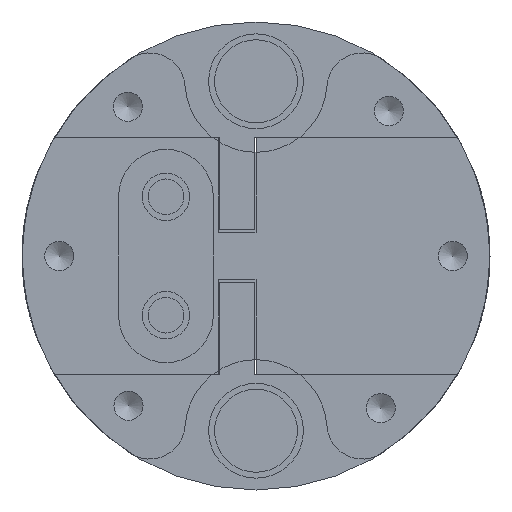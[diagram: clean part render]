
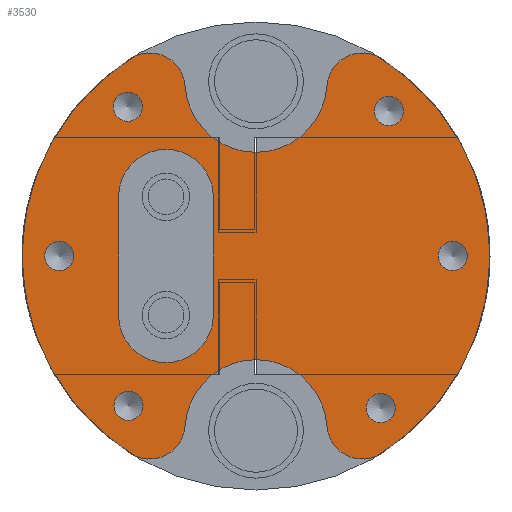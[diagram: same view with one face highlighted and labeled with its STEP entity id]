
A CAD part, front view. The second image highlights one B-rep face of the part: STEP entity #3530.
In plain terms, the highlighted planar face has unit normal (0, -1, 0).
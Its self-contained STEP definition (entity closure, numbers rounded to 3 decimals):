
#155=FACE_BOUND('',#782,.T.);
#156=FACE_BOUND('',#783,.T.);
#157=FACE_BOUND('',#784,.T.);
#158=FACE_BOUND('',#785,.T.);
#159=FACE_BOUND('',#786,.T.);
#160=FACE_BOUND('',#787,.T.);
#161=FACE_BOUND('',#788,.T.);
#255=PLANE('',#4171);
#532=FACE_OUTER_BOUND('',#781,.T.);
#781=EDGE_LOOP('',(#3043,#3044,#3045,#3046,#3047,#3048,#3049,#3050));
#782=EDGE_LOOP('',(#3051));
#783=EDGE_LOOP('',(#3052));
#784=EDGE_LOOP('',(#3053));
#785=EDGE_LOOP('',(#3054));
#786=EDGE_LOOP('',(#3055));
#787=EDGE_LOOP('',(#3056));
#788=EDGE_LOOP('',(#3057,#3058,#3059,#3060));
#1086=LINE('',#6346,#1374);
#1089=LINE('',#6354,#1377);
#1374=VECTOR('',#5049,10.);
#1377=VECTOR('',#5058,10.);
#1493=CIRCLE('',#4121,1.23);
#1495=CIRCLE('',#4124,1.23);
#1497=CIRCLE('',#4127,1.23);
#1499=CIRCLE('',#4130,1.23);
#1501=CIRCLE('',#4133,1.23);
#1503=CIRCLE('',#4136,1.23);
#1505=CIRCLE('',#4139,3.);
#1508=CIRCLE('',#4143,19.75);
#1517=CIRCLE('',#4154,3.);
#1518=CIRCLE('',#4156,19.75);
#1519=CIRCLE('',#4158,3.);
#1520=CIRCLE('',#4160,3.);
#1521=CIRCLE('',#4163,4.);
#1522=CIRCLE('',#4166,4.);
#1523=CIRCLE('',#4168,6.);
#1524=CIRCLE('',#4170,6.);
#1777=VERTEX_POINT('',#6254);
#1779=VERTEX_POINT('',#6260);
#1781=VERTEX_POINT('',#6266);
#1783=VERTEX_POINT('',#6272);
#1785=VERTEX_POINT('',#6278);
#1787=VERTEX_POINT('',#6284);
#1789=VERTEX_POINT('',#6290);
#1790=VERTEX_POINT('',#6291);
#1794=VERTEX_POINT('',#6301);
#1804=VERTEX_POINT('',#6325);
#1805=VERTEX_POINT('',#6326);
#1806=VERTEX_POINT('',#6331);
#1807=VERTEX_POINT('',#6335);
#1808=VERTEX_POINT('',#6339);
#1809=VERTEX_POINT('',#6343);
#1810=VERTEX_POINT('',#6345);
#1811=VERTEX_POINT('',#6349);
#1812=VERTEX_POINT('',#6353);
#2181=EDGE_CURVE('',#1777,#1777,#1493,.T.);
#2184=EDGE_CURVE('',#1779,#1779,#1495,.T.);
#2187=EDGE_CURVE('',#1781,#1781,#1497,.T.);
#2190=EDGE_CURVE('',#1783,#1783,#1499,.T.);
#2193=EDGE_CURVE('',#1785,#1785,#1501,.T.);
#2196=EDGE_CURVE('',#1787,#1787,#1503,.T.);
#2199=EDGE_CURVE('',#1789,#1790,#1505,.T.);
#2205=EDGE_CURVE('',#1789,#1794,#1508,.T.);
#2216=EDGE_CURVE('',#1804,#1805,#1517,.T.);
#2219=EDGE_CURVE('',#1806,#1805,#1518,.T.);
#2221=EDGE_CURVE('',#1806,#1807,#1519,.T.);
#2223=EDGE_CURVE('',#1808,#1794,#1520,.T.);
#2226=EDGE_CURVE('',#1810,#1809,#1086,.T.);
#2228=EDGE_CURVE('',#1811,#1810,#1521,.T.);
#2230=EDGE_CURVE('',#1812,#1811,#1089,.T.);
#2232=EDGE_CURVE('',#1809,#1812,#1522,.T.);
#2233=EDGE_CURVE('',#1804,#1790,#1523,.T.);
#2234=EDGE_CURVE('',#1808,#1807,#1524,.T.);
#3043=ORIENTED_EDGE('',*,*,#2199,.F.);
#3044=ORIENTED_EDGE('',*,*,#2205,.T.);
#3045=ORIENTED_EDGE('',*,*,#2223,.F.);
#3046=ORIENTED_EDGE('',*,*,#2234,.T.);
#3047=ORIENTED_EDGE('',*,*,#2221,.F.);
#3048=ORIENTED_EDGE('',*,*,#2219,.T.);
#3049=ORIENTED_EDGE('',*,*,#2216,.F.);
#3050=ORIENTED_EDGE('',*,*,#2233,.T.);
#3051=ORIENTED_EDGE('',*,*,#2181,.T.);
#3052=ORIENTED_EDGE('',*,*,#2184,.T.);
#3053=ORIENTED_EDGE('',*,*,#2187,.T.);
#3054=ORIENTED_EDGE('',*,*,#2190,.T.);
#3055=ORIENTED_EDGE('',*,*,#2193,.T.);
#3056=ORIENTED_EDGE('',*,*,#2196,.T.);
#3057=ORIENTED_EDGE('',*,*,#2232,.T.);
#3058=ORIENTED_EDGE('',*,*,#2230,.T.);
#3059=ORIENTED_EDGE('',*,*,#2228,.T.);
#3060=ORIENTED_EDGE('',*,*,#2226,.T.);
#3530=ADVANCED_FACE('',(#532,#155,#156,#157,#158,#159,#160,#161),#255,.T.);
#4121=AXIS2_PLACEMENT_3D('',#6255,#4950,#4951);
#4124=AXIS2_PLACEMENT_3D('',#6261,#4957,#4958);
#4127=AXIS2_PLACEMENT_3D('',#6267,#4964,#4965);
#4130=AXIS2_PLACEMENT_3D('',#6273,#4971,#4972);
#4133=AXIS2_PLACEMENT_3D('',#6279,#4978,#4979);
#4136=AXIS2_PLACEMENT_3D('',#6285,#4985,#4986);
#4139=AXIS2_PLACEMENT_3D('',#6292,#4992,#4993);
#4143=AXIS2_PLACEMENT_3D('',#6303,#5003,#5004);
#4154=AXIS2_PLACEMENT_3D('',#6327,#5027,#5028);
#4156=AXIS2_PLACEMENT_3D('',#6332,#5033,#5034);
#4158=AXIS2_PLACEMENT_3D('',#6336,#5038,#5039);
#4160=AXIS2_PLACEMENT_3D('',#6340,#5043,#5044);
#4163=AXIS2_PLACEMENT_3D('',#6350,#5053,#5054);
#4166=AXIS2_PLACEMENT_3D('',#6357,#5062,#5063);
#4168=AXIS2_PLACEMENT_3D('',#6359,#5066,#5067);
#4170=AXIS2_PLACEMENT_3D('',#6361,#5070,#5071);
#4171=AXIS2_PLACEMENT_3D('',#6362,#5072,#5073);
#4950=DIRECTION('center_axis',(0.,1.,0.));
#4951=DIRECTION('ref_axis',(1.,0.,0.));
#4957=DIRECTION('center_axis',(0.,1.,0.));
#4958=DIRECTION('ref_axis',(1.,0.,0.));
#4964=DIRECTION('center_axis',(0.,1.,0.));
#4965=DIRECTION('ref_axis',(1.,0.,0.));
#4971=DIRECTION('center_axis',(0.,1.,0.));
#4972=DIRECTION('ref_axis',(1.,0.,0.));
#4978=DIRECTION('center_axis',(0.,1.,0.));
#4979=DIRECTION('ref_axis',(1.,0.,0.));
#4985=DIRECTION('center_axis',(0.,1.,0.));
#4986=DIRECTION('ref_axis',(1.,0.,0.));
#4992=DIRECTION('center_axis',(0.,1.,0.));
#4993=DIRECTION('ref_axis',(0.452,0.,0.892));
#5003=DIRECTION('center_axis',(0.,-1.,0.));
#5004=DIRECTION('ref_axis',(1.,0.,0.));
#5027=DIRECTION('center_axis',(0.,1.,0.));
#5028=DIRECTION('ref_axis',(-0.452,0.,0.892));
#5033=DIRECTION('center_axis',(0.,-1.,0.));
#5034=DIRECTION('ref_axis',(1.,0.,0.));
#5038=DIRECTION('center_axis',(0.,1.,0.));
#5039=DIRECTION('ref_axis',(-0.452,0.,-0.892));
#5043=DIRECTION('center_axis',(0.,1.,0.));
#5044=DIRECTION('ref_axis',(0.452,0.,-0.892));
#5049=DIRECTION('',(0.,0.,-1.));
#5053=DIRECTION('center_axis',(0.,1.,0.));
#5054=DIRECTION('ref_axis',(-1.,0.,0.));
#5058=DIRECTION('',(0.,0.,1.));
#5062=DIRECTION('center_axis',(0.,1.,0.));
#5063=DIRECTION('ref_axis',(1.,0.,0.));
#5066=DIRECTION('center_axis',(0.,1.,0.));
#5067=DIRECTION('ref_axis',(-1.,0.,0.));
#5070=DIRECTION('center_axis',(0.,1.,0.));
#5071=DIRECTION('ref_axis',(-1.,0.,0.));
#5072=DIRECTION('center_axis',(0.,-1.,0.));
#5073=DIRECTION('ref_axis',(0.,0.,-1.));
#6254=CARTESIAN_POINT('',(-17.834,-50.25,0.));
#6255=CARTESIAN_POINT('Origin',(-16.604,-50.25,0.));
#6260=CARTESIAN_POINT('',(9.301,-50.25,-12.838));
#6261=CARTESIAN_POINT('Origin',(10.53,-50.25,-12.838));
#6266=CARTESIAN_POINT('',(9.992,-50.25,12.238));
#6267=CARTESIAN_POINT('Origin',(11.222,-50.25,12.238));
#6272=CARTESIAN_POINT('',(15.375,-50.25,0.));
#6273=CARTESIAN_POINT('Origin',(16.604,-50.25,0.));
#6278=CARTESIAN_POINT('',(-11.992,-50.25,-12.644));
#6279=CARTESIAN_POINT('Origin',(-10.762,-50.25,-12.644));
#6284=CARTESIAN_POINT('',(-12.045,-50.25,12.599));
#6285=CARTESIAN_POINT('Origin',(-10.816,-50.25,12.599));
#6290=CARTESIAN_POINT('',(-10.588,-50.25,16.672));
#6291=CARTESIAN_POINT('',(-5.986,-50.25,14.343));
#6292=CARTESIAN_POINT('Origin',(-8.979,-50.25,14.14));
#6301=CARTESIAN_POINT('',(-10.588,-50.25,-16.672));
#6303=CARTESIAN_POINT('Origin',(0.,-50.25,0.));
#6325=CARTESIAN_POINT('',(5.986,-50.25,14.343));
#6326=CARTESIAN_POINT('',(10.588,-50.25,16.672));
#6327=CARTESIAN_POINT('Origin',(8.979,-50.25,14.14));
#6331=CARTESIAN_POINT('',(10.588,-50.25,-16.672));
#6332=CARTESIAN_POINT('Origin',(0.,-50.25,0.));
#6335=CARTESIAN_POINT('',(5.986,-50.25,-14.343));
#6336=CARTESIAN_POINT('Origin',(8.979,-50.25,-14.14));
#6339=CARTESIAN_POINT('',(-5.986,-50.25,-14.343));
#6340=CARTESIAN_POINT('Origin',(-8.979,-50.25,-14.14));
#6343=CARTESIAN_POINT('',(-3.6,-50.25,-5.));
#6345=CARTESIAN_POINT('',(-3.6,-50.25,5.));
#6346=CARTESIAN_POINT('',(-3.6,-50.25,5.));
#6349=CARTESIAN_POINT('',(-11.6,-50.25,5.));
#6350=CARTESIAN_POINT('Origin',(-7.6,-50.25,5.));
#6353=CARTESIAN_POINT('',(-11.6,-50.25,-5.));
#6354=CARTESIAN_POINT('',(-11.6,-50.25,-5.));
#6357=CARTESIAN_POINT('Origin',(-7.6,-50.25,-5.));
#6359=CARTESIAN_POINT('Origin',(0.,-50.25,14.75));
#6361=CARTESIAN_POINT('Origin',(0.,-50.25,-14.75));
#6362=CARTESIAN_POINT('Origin',(0.,-50.25,0.));
